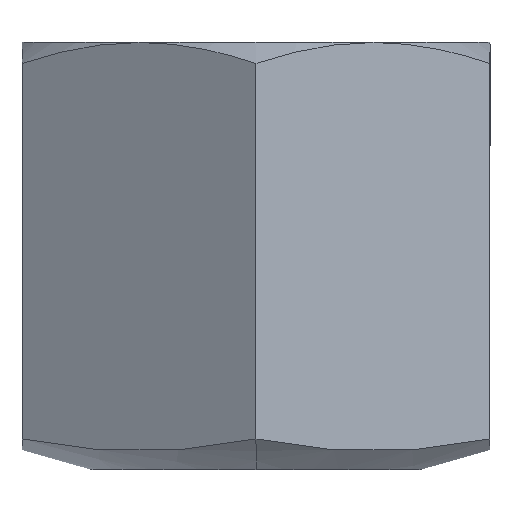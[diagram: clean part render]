
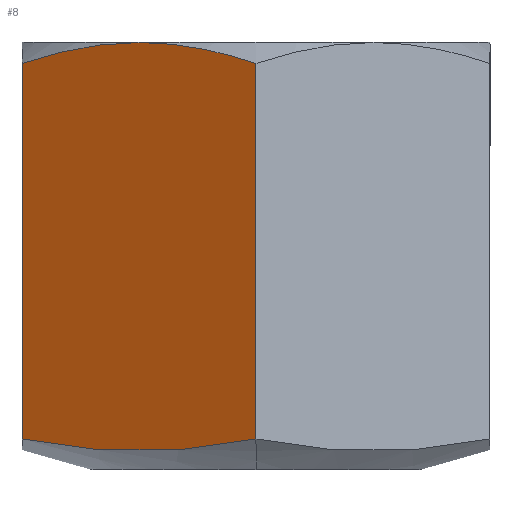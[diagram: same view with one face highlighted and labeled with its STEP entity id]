
A CAD part, front view. The second image highlights one B-rep face of the part: STEP entity #8.
In plain terms, the highlighted planar face has unit normal (-0.5, -0.866, 0).
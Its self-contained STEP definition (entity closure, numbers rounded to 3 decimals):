
#3 = ORIENTED_EDGE ( 'NONE', *, *, #62, .T. ) ;
#4 = ORIENTED_EDGE ( 'NONE', *, *, #56, .T. ) ;
#7 = VERTEX_POINT ( 'NONE', #328 ) ;
#8 = ADVANCED_FACE ( 'NONE', ( #379 ), #329, .F. ) ;
#14 = VERTEX_POINT ( 'NONE', #365 ) ;
#22 = EDGE_CURVE ( 'NONE', #14, #206, #390, .T. ) ;
#56 = EDGE_CURVE ( 'NONE', #193, #14, #279, .T. ) ;
#61 = ORIENTED_EDGE ( 'NONE', *, *, #22, .T. ) ;
#62 = EDGE_CURVE ( 'NONE', #72, #193, #273, .T. ) ;
#63 = ORIENTED_EDGE ( 'NONE', *, *, #248, .T. ) ;
#72 = VERTEX_POINT ( 'NONE', #282 ) ;
#74 = EDGE_CURVE ( 'NONE', #7, #206, #271, .T. ) ;
#187 = EDGE_LOOP ( 'NONE', ( #4, #61, #221, #63, #3 ) ) ;
#193 = VERTEX_POINT ( 'NONE', #551 ) ;
#206 = VERTEX_POINT ( 'NONE', #255 ) ;
#221 = ORIENTED_EDGE ( 'NONE', *, *, #74, .F. ) ;
#248 = EDGE_CURVE ( 'NONE', #7, #72, #657, .T. ) ;
#255 = CARTESIAN_POINT ( 'NONE',  ( 0., -13.856, 1.669 ) ) ;
#262 = CARTESIAN_POINT ( 'NONE',  ( -12., -6.928, 20.928 ) ) ;
#263 = CARTESIAN_POINT ( 'NONE',  ( -11.021, -7.493, 21.255 ) ) ;
#264 = CARTESIAN_POINT ( 'NONE',  ( -10.034, -8.063, 21.524 ) ) ;
#265 = CARTESIAN_POINT ( 'NONE',  ( -8.535, -8.929, 21.804 ) ) ;
#266 = CARTESIAN_POINT ( 'NONE',  ( -8.033, -9.219, 21.877 ) ) ;
#267 = CARTESIAN_POINT ( 'NONE',  ( -7.021, -9.803, 21.975 ) ) ;
#268 = CARTESIAN_POINT ( 'NONE',  ( -6.509, -10.098, 22. ) ) ;
#269 = CARTESIAN_POINT ( 'NONE',  ( -6., -10.392, 22. ) ) ;
#270 = CARTESIAN_POINT ( 'NONE',  ( 0., -13.856, 58.661 ) ) ;
#271 = LINE ( 'NONE', #270, #327 ) ;
#273 = B_SPLINE_CURVE_WITH_KNOTS ( 'NONE', 3,
 ( #269, #268, #267, #266, #265, #264, #263, #262 ),
 .UNSPECIFIED., .F., .F.,
 ( 4, 2, 2, 4 ),
 ( 0.007, 0.009, 0.011, 0.014 ),
 .UNSPECIFIED. ) ;
#276 = DIRECTION ( 'NONE',  ( 0., 0., -1. ) ) ;
#277 = VECTOR ( 'NONE', #276, 1000. ) ;
#278 = CARTESIAN_POINT ( 'NONE',  ( -12., -6.928, 58.661 ) ) ;
#279 = LINE ( 'NONE', #278, #277 ) ;
#282 = CARTESIAN_POINT ( 'NONE',  ( -6., -10.392, 22. ) ) ;
#309 = DIRECTION ( 'NONE',  ( -0.866, 0.5, 0. ) ) ;
#326 = DIRECTION ( 'NONE',  ( 0., 0., -1. ) ) ;
#327 = VECTOR ( 'NONE', #326, 1000. ) ;
#328 = CARTESIAN_POINT ( 'NONE',  ( 0., -13.856, 20.928 ) ) ;
#329 = PLANE ( 'NONE',  #374 ) ;
#355 = DIRECTION ( 'NONE',  ( -0.5, -0.866, 0. ) ) ;
#365 = CARTESIAN_POINT ( 'NONE',  ( -12., -6.928, 1.669 ) ) ;
#366 = AXIS2_PLACEMENT_3D ( 'NONE', #388, #355, #309 ) ;
#371 = DIRECTION ( 'NONE',  ( -0.866, 0.5, 0. ) ) ;
#372 = DIRECTION ( 'NONE',  ( 0.5, 0.866, 0. ) ) ;
#373 = CARTESIAN_POINT ( 'NONE',  ( -12., -6.928, 58.661 ) ) ;
#374 = AXIS2_PLACEMENT_3D ( 'NONE', #373, #372, #371 ) ;
#379 = FACE_OUTER_BOUND ( 'NONE', #187, .T. ) ;
#388 = CARTESIAN_POINT ( 'NONE',  ( -6., -10.392, 39.192 ) ) ;
#390 = CIRCLE ( 'NONE', #366, 38.158 ) ;
#551 = CARTESIAN_POINT ( 'NONE',  ( -12., -6.928, 20.928 ) ) ;
#657 = B_SPLINE_CURVE_WITH_KNOTS ( 'NONE', 3,
 ( #698, #697, #696, #695, #694, #693 ),
 .UNSPECIFIED., .F., .F.,
 ( 4, 2, 4 ),
 ( 0., 0.004, 0.007 ),
 .UNSPECIFIED. ) ;
#693 = CARTESIAN_POINT ( 'NONE',  ( -6., -10.392, 22. ) ) ;
#694 = CARTESIAN_POINT ( 'NONE',  ( -4.978, -10.982, 22. ) ) ;
#695 = CARTESIAN_POINT ( 'NONE',  ( -3.968, -11.565, 21.898 ) ) ;
#696 = CARTESIAN_POINT ( 'NONE',  ( -1.97, -12.719, 21.525 ) ) ;
#697 = CARTESIAN_POINT ( 'NONE',  ( -0.982, -13.29, 21.255 ) ) ;
#698 = CARTESIAN_POINT ( 'NONE',  ( 0., -13.856, 20.928 ) ) ;
